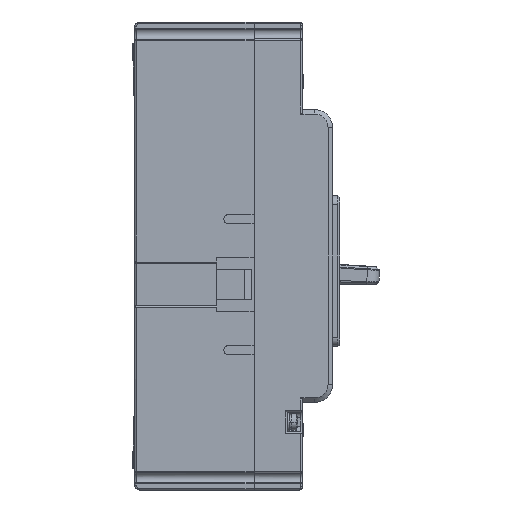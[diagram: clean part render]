
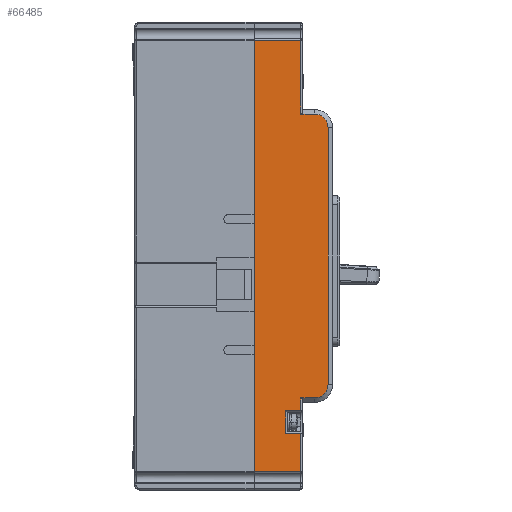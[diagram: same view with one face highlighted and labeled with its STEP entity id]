
A CAD part, left-side view. The second image highlights one B-rep face of the part: STEP entity #66485.
In plain terms, the highlighted face is planar.
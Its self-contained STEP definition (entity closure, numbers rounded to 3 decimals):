
#43210=DIRECTION('',(0.,0.,-1.));
#43211=VECTOR('',#43210,7.4);
#43212=CARTESIAN_POINT('',(52.5,10.5,-51.3));
#43213=LINE('',#43212,#43211);
#43214=DIRECTION('',(0.,1.,0.));
#43215=VECTOR('',#43214,5.);
#43216=CARTESIAN_POINT('',(52.5,10.5,-58.7));
#43217=LINE('',#43216,#43215);
#43218=DIRECTION('',(0.,0.,1.));
#43219=VECTOR('',#43218,142.913);
#43220=CARTESIAN_POINT('',(52.5,0.,-71.456));
#43221=LINE('',#43220,#43219);
#43222=DIRECTION('',(0.,1.,0.));
#43223=VECTOR('',#43222,4.5);
#43224=CARTESIAN_POINT('',(52.5,15.5,47.));
#43225=LINE('',#43224,#43223);
#43226=CARTESIAN_POINT('',(52.5,20.,42.5));
#43227=DIRECTION('',(-1.,0.,0.));
#43228=DIRECTION('',(0.,0.,1.));
#43229=AXIS2_PLACEMENT_3D('',#43226,#43227,#43228);
#43231=DIRECTION('',(0.,0.,-1.));
#43232=VECTOR('',#43231,85.);
#43233=CARTESIAN_POINT('',(52.5,24.5,42.5));
#43234=LINE('',#43233,#43232);
#43235=CARTESIAN_POINT('',(52.5,20.,-42.5));
#43236=DIRECTION('',(-1.,0.,0.));
#43237=DIRECTION('',(0.,1.,0.));
#43238=AXIS2_PLACEMENT_3D('',#43235,#43236,#43237);
#43240=DIRECTION('',(0.,-1.,0.));
#43241=VECTOR('',#43240,4.5);
#43242=CARTESIAN_POINT('',(52.5,20.,-47.));
#43243=LINE('',#43242,#43241);
#43244=DIRECTION('',(0.,-1.,0.));
#43245=VECTOR('',#43244,5.);
#43246=CARTESIAN_POINT('',(52.5,15.5,-51.3));
#43247=LINE('',#43246,#43245);
#43277=DIRECTION('',(0.,0.,1.));
#43278=VECTOR('',#43277,12.756);
#43279=CARTESIAN_POINT('',(52.5,15.5,-71.456));
#43280=LINE('',#43279,#43278);
#44440=DIRECTION('',(0.,1.,0.));
#44441=VECTOR('',#44440,15.5);
#44442=CARTESIAN_POINT('',(52.5,0.,-71.456));
#44443=LINE('',#44442,#44441);
#45865=DIRECTION('',(0.,0.,1.));
#45866=VECTOR('',#45865,4.3);
#45867=CARTESIAN_POINT('',(52.5,15.5,-51.3));
#45868=LINE('',#45867,#45866);
#45918=DIRECTION('',(0.,0.,1.));
#45919=VECTOR('',#45918,24.456);
#45920=CARTESIAN_POINT('',(52.5,15.5,47.));
#45921=LINE('',#45920,#45919);
#48116=DIRECTION('',(0.,-1.,0.));
#48117=VECTOR('',#48116,15.5);
#48118=CARTESIAN_POINT('',(52.5,15.5,71.456));
#48119=LINE('',#48118,#48117);
#56633=CARTESIAN_POINT('',(52.5,0.,71.456));
#56635=VERTEX_POINT('',#56633);
#56636=CARTESIAN_POINT('',(52.5,0.,-71.456));
#56637=VERTEX_POINT('',#56636);
#57061=CARTESIAN_POINT('',(52.5,15.5,-71.456));
#57062=VERTEX_POINT('',#57061);
#57063=CARTESIAN_POINT('',(52.5,10.5,-51.3));
#57064=CARTESIAN_POINT('',(52.5,10.5,-58.7));
#57065=VERTEX_POINT('',#57063);
#57066=VERTEX_POINT('',#57064);
#57067=CARTESIAN_POINT('',(52.5,15.5,-58.7));
#57068=VERTEX_POINT('',#57067);
#57069=CARTESIAN_POINT('',(52.5,15.5,71.456));
#57070=VERTEX_POINT('',#57069);
#57071=CARTESIAN_POINT('',(52.5,15.5,47.));
#57072=VERTEX_POINT('',#57071);
#57073=CARTESIAN_POINT('',(52.5,20.,47.));
#57074=VERTEX_POINT('',#57073);
#57075=CARTESIAN_POINT('',(52.5,24.5,42.5));
#57076=VERTEX_POINT('',#57075);
#57077=CARTESIAN_POINT('',(52.5,24.5,-42.5));
#57078=VERTEX_POINT('',#57077);
#57079=CARTESIAN_POINT('',(52.5,20.,-47.));
#57080=VERTEX_POINT('',#57079);
#57081=CARTESIAN_POINT('',(52.5,15.5,-47.));
#57082=VERTEX_POINT('',#57081);
#57083=CARTESIAN_POINT('',(52.5,15.5,-51.3));
#57084=VERTEX_POINT('',#57083);
#66452=CARTESIAN_POINT('',(52.5,16.,48.5));
#66453=DIRECTION('',(1.,0.,0.));
#66454=DIRECTION('',(0.,0.,-1.));
#66455=AXIS2_PLACEMENT_3D('',#66452,#66453,#66454);
#66456=PLANE('',#66455);
#66458=ORIENTED_EDGE('',*,*,#66457,.T.);
#66460=ORIENTED_EDGE('',*,*,#66459,.T.);
#66462=ORIENTED_EDGE('',*,*,#66461,.F.);
#66464=ORIENTED_EDGE('',*,*,#66463,.F.);
#66465=ORIENTED_EDGE('',*,*,#61953,.T.);
#66467=ORIENTED_EDGE('',*,*,#66466,.F.);
#66469=ORIENTED_EDGE('',*,*,#66468,.F.);
#66471=ORIENTED_EDGE('',*,*,#66470,.T.);
#66473=ORIENTED_EDGE('',*,*,#66472,.T.);
#66475=ORIENTED_EDGE('',*,*,#66474,.T.);
#66477=ORIENTED_EDGE('',*,*,#66476,.T.);
#66479=ORIENTED_EDGE('',*,*,#66478,.T.);
#66481=ORIENTED_EDGE('',*,*,#66480,.F.);
#66482=ORIENTED_EDGE('',*,*,#66442,.T.);
#66483=EDGE_LOOP('',(#66458,#66460,#66462,#66464,#66465,#66467,#66469,#66471,
#66473,#66475,#66477,#66479,#66481,#66482));
#66484=FACE_OUTER_BOUND('',#66483,.F.);
#66485=ADVANCED_FACE('',(#66484),#66456,.T.);
#43230=CIRCLE('',#43229,4.5);
#43239=CIRCLE('',#43238,4.5);
#61953=EDGE_CURVE('',#56637,#56635,#43221,.T.);
#66442=EDGE_CURVE('',#57084,#57065,#43247,.T.);
#66457=EDGE_CURVE('',#57065,#57066,#43213,.T.);
#66459=EDGE_CURVE('',#57066,#57068,#43217,.T.);
#66461=EDGE_CURVE('',#57062,#57068,#43280,.T.);
#66463=EDGE_CURVE('',#56637,#57062,#44443,.T.);
#66466=EDGE_CURVE('',#57070,#56635,#48119,.T.);
#66468=EDGE_CURVE('',#57072,#57070,#45921,.T.);
#66470=EDGE_CURVE('',#57072,#57074,#43225,.T.);
#66472=EDGE_CURVE('',#57074,#57076,#43230,.T.);
#66474=EDGE_CURVE('',#57076,#57078,#43234,.T.);
#66476=EDGE_CURVE('',#57078,#57080,#43239,.T.);
#66478=EDGE_CURVE('',#57080,#57082,#43243,.T.);
#66480=EDGE_CURVE('',#57084,#57082,#45868,.T.);
